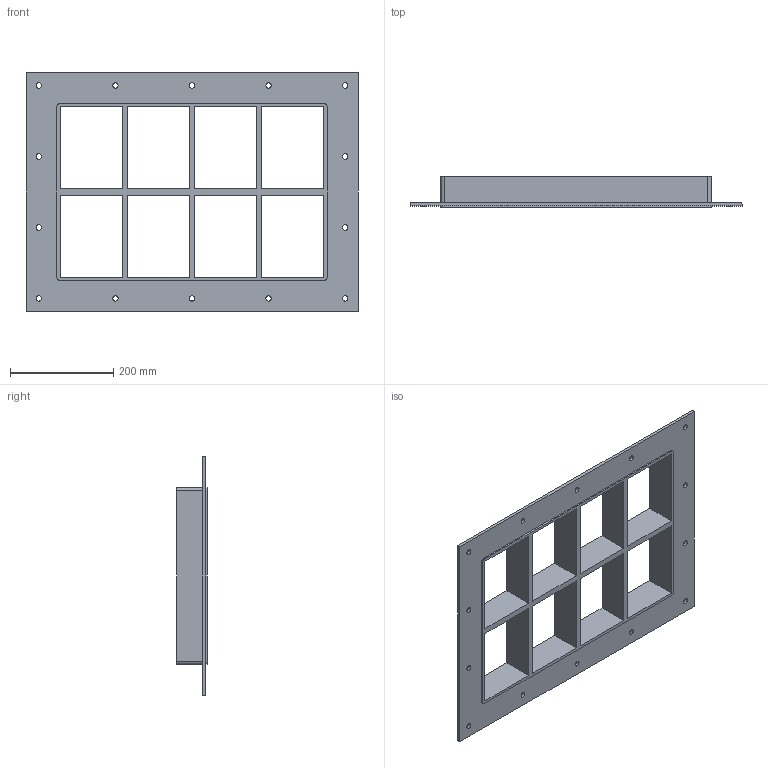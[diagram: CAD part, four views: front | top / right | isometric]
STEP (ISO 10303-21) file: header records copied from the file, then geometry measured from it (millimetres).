
FILE_DESCRIPTION((''),'2;1');
FILE_NAME('GH4+4X4.stp','2015-01-14T08:59:23',(''),(''),'Autodesk Inventor 2013','Autodesk Inventor 2013','');
FILE_SCHEMA(('AUTOMOTIVE_DESIGN { 1 0 10303 214 1 1 1 1 }'));
Length unit declared in the file: millimetre
Products named in the file (1): GH-ISO
Bounding box: 644 x 60 x 463 mm (x, y, z)
Volume: 2260137.7 mm3; surface area: 664338.1 mm2
Topology: 1 solids, 1 shells, 70 faces, 212 edges, 146 vertices
Faces by surface type: plane 48, cylinder 22
Full cylindrical faces by diameter (mm): 10.5 x14
Entity records: 2310 total; most frequent: CARTESIAN_POINT 387, DIRECTION 370, ORIENTED_EDGE 368, EDGE_CURVE 184, VECTOR 140, LINE 140, VERTEX_POINT 132, EDGE_LOOP 130
